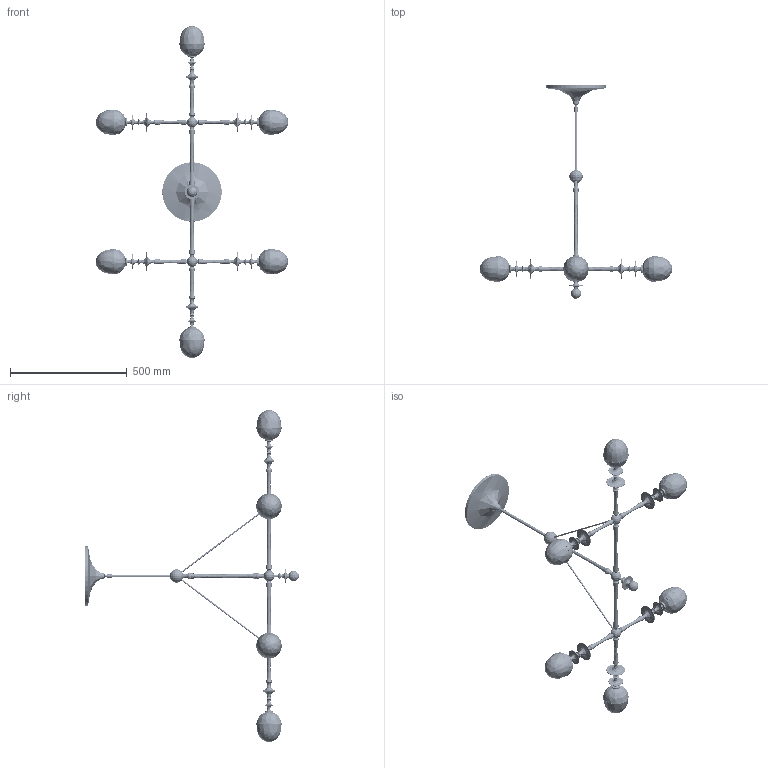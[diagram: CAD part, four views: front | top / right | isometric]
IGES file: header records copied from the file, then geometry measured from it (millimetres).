
Start section: SolidWorks IGES file using analytic representation for surfaces
Global section: file name: Six Arm Pendant.IGS; native system: SolidWorks 2022; preprocessor: SolidWorks 2022; author: Dan Whitsell; date: 221223.121805; units: millimetre
Bounding box: 823.85 x 913.77 x 1420.07 mm (x, y, z)
Surface area: 1312790.8 mm2 (no closed solid volume)
Topology: 0 solids, 0 shells, 2162 faces, 33037 edges, 32978 vertices
Faces by surface type: revolution 1082, bspline 1080
